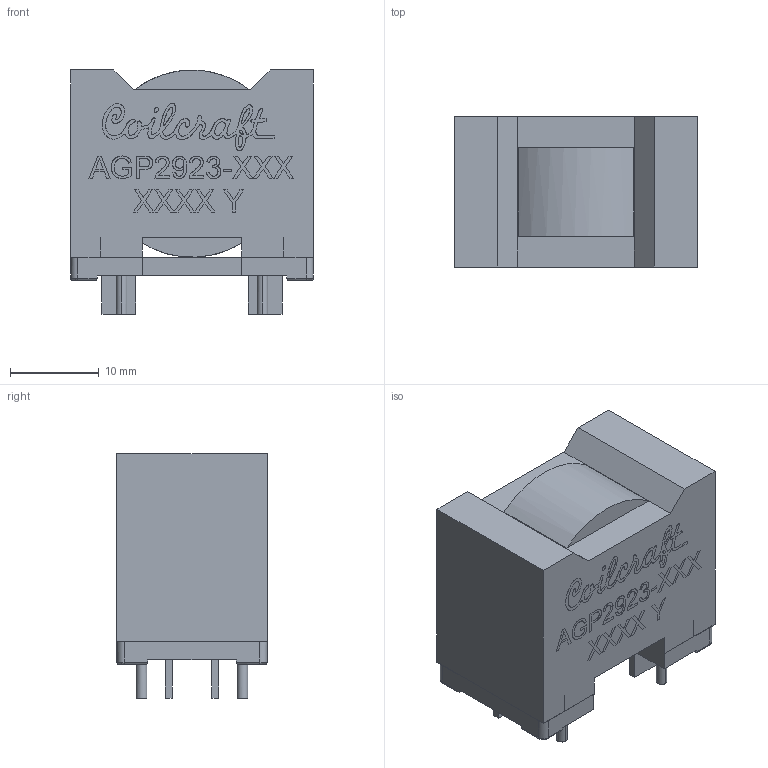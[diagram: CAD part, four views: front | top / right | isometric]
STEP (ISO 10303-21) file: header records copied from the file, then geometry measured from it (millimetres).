
FILE_DESCRIPTION(('FreeCAD Model'),'2;1');
FILE_NAME('Coilcraft-AGP2923-XXX-DEFAULT.step', '2017-05-12T08:55:59',('kicad StepUp'),('ksu MCAD'), 'Open CASCADE STEP processor 6.8','FreeCAD','Unknown');
FILE_SCHEMA(('AUTOMOTIVE_DESIGN_CC2 { 1 2 10303 214 -1 1 5 4 }'));
Length unit declared in the file: millimetre
Products named in the file (2): ASSEMBLY; Coilcraft-AGP2923-XXX-DEFAULT
Assembly tree (1 placements, depth 2):
  ASSEMBLY
    Coilcraft-AGP2923-XXX-DEFAULT
Bounding box: 27.43 x 16.97 x 27.55 mm (x, y, z)
Surface area: 3593.4 mm2 (no closed solid volume)
Topology: 0 solids, 525 shells, 525 faces, 2698 edges, 2698 vertices
Faces by surface type: bspline 269, plane 226, cylinder 30
Entity records: 43456 total; most frequent: CARTESIAN_POINT 24666, ORIENTED_EDGE 2698, EDGE_CURVE 2698, VERTEX_POINT 2698, B_SPLINE_CURVE_WITH_KNOTS 2034, DIRECTION 1204, LINE 640, VECTOR 640
